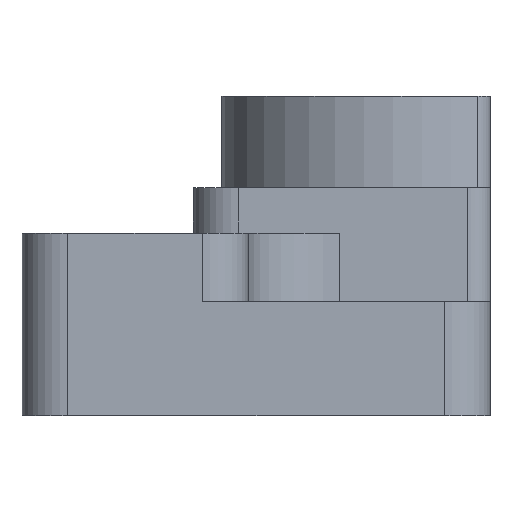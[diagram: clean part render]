
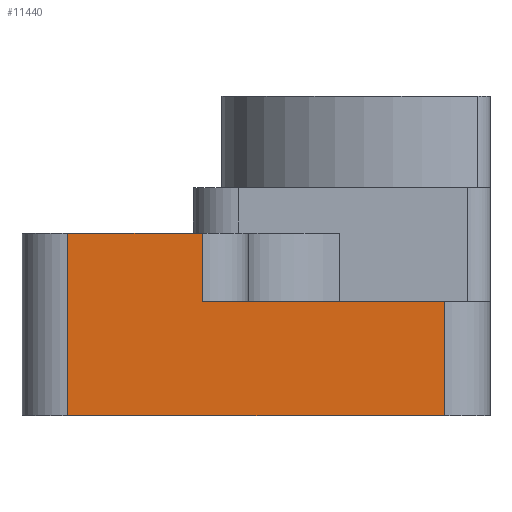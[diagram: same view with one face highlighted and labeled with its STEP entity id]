
A CAD part, left-side view. The second image highlights one B-rep face of the part: STEP entity #11440.
In plain terms, the highlighted face is planar.
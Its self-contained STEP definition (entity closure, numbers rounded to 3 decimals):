
#3650=CARTESIAN_POINT('',(-42.6,57.,20.));
#3660=VERTEX_POINT('',#3650);
#3690=CARTESIAN_POINT('',(-42.6,57.,25.));
#3700=DIRECTION('',(0.,0.,-1.));
#3710=VECTOR('',#3700,1.);
#3720=LINE('',#3690,#3710);
#3730=CARTESIAN_POINT('',(-42.6,57.,25.));
#3740=VERTEX_POINT('',#3730);
#3750=EDGE_CURVE('',#3740,#3660,#3720,.T.);
#9050=CARTESIAN_POINT('',(-32.,57.,25.));
#9060=DIRECTION('',(0.,0.,-1.));
#9070=VECTOR('',#9060,1.);
#9080=LINE('',#9050,#9070);
#9090=CARTESIAN_POINT('',(-32.,57.,28.));
#9100=VERTEX_POINT('',#9090);
#9110=CARTESIAN_POINT('',(-32.,57.,25.));
#9120=VERTEX_POINT('',#9110);
#9130=EDGE_CURVE('',#9100,#9120,#9080,.T.);
#9710=CARTESIAN_POINT('',(-32.,57.,25.));
#9720=DIRECTION('',(-1.,0.,0.));
#9730=VECTOR('',#9720,1.);
#9740=LINE('',#9710,#9730);
#9750=EDGE_CURVE('',#9120,#3740,#9740,.T.);
#11120=CARTESIAN_POINT('',(-32.,57.,25.));
#11130=DIRECTION('',(0.,1.,0.));
#11140=DIRECTION('',(1.,0.,0.));
#11150=AXIS2_PLACEMENT_3D('',#11120,#11130,#11140);
#11160=PLANE('',#11150);
#11170=ORIENTED_EDGE('',*,*,#3750,.F.);
#11180=CARTESIAN_POINT('',(-24.1,57.,20.));
#11190=DIRECTION('',(1.,0.,0.));
#11200=VECTOR('',#11190,1.);
#11210=LINE('',#11180,#11200);
#11220=CARTESIAN_POINT('',(-26.1,57.,20.));
#11230=VERTEX_POINT('',#11220);
#11240=EDGE_CURVE('',#3660,#11230,#11210,.T.);
#11250=ORIENTED_EDGE('',*,*,#11240,.F.);
#11260=CARTESIAN_POINT('',(-26.1,57.,28.));
#11270=DIRECTION('',(0.,0.,1.));
#11280=VECTOR('',#11270,1.);
#11290=LINE('',#11260,#11280);
#11300=CARTESIAN_POINT('',(-26.1,57.,28.));
#11310=VERTEX_POINT('',#11300);
#11320=EDGE_CURVE('',#11230,#11310,#11290,.T.);
#11330=ORIENTED_EDGE('',*,*,#11320,.F.);
#11340=CARTESIAN_POINT('',(-24.1,57.,28.));
#11350=DIRECTION('',(1.,0.,0.));
#11360=VECTOR('',#11350,1.);
#11370=LINE('',#11340,#11360);
#11380=EDGE_CURVE('',#9100,#11310,#11370,.T.);
#11390=ORIENTED_EDGE('',*,*,#11380,.T.);
#11400=ORIENTED_EDGE('',*,*,#9130,.F.);
#11410=ORIENTED_EDGE('',*,*,#9750,.F.);
#11420=EDGE_LOOP('',(#11410,#11400,#11390,#11330,#11250,#11170));
#11430=FACE_OUTER_BOUND('',#11420,.T.);
#11440=ADVANCED_FACE('',(#11430),#11160,.T.);
